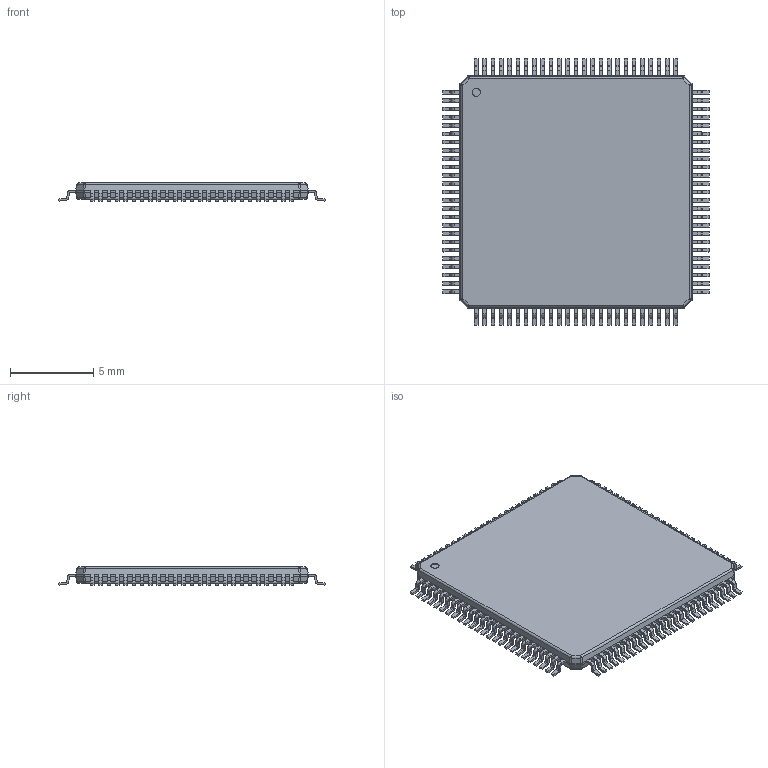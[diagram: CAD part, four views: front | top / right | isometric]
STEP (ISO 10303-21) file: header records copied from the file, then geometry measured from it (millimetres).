
FILE_DESCRIPTION((''),'2;1');
FILE_NAME('PZP0100N_ASM','2017-04-20T',('a0412025'),(''),'CREO PARAMETRIC BY PTC INC, 2016050','CREO PARAMETRIC BY PTC INC, 2016050','');
FILE_SCHEMA(('AUTOMOTIVE_DESIGN { 1 0 10303 214 1 1 1 1 }'));
Length unit declared in the file: millimetre
Products named in the file (4): BODY-QFP; LEAD-QFP; THERMALPAD-PZP0100N; PZP0100N_ASM
Assembly tree (102 placements, depth 2):
  PZP0100N_ASM
    BODY-QFP
    LEAD-QFP  x100
    THERMALPAD-PZP0100N
Bounding box: 16.03 x 16.03 x 1.1 mm (x, y, z)
Volume: 196.8 mm3; surface area: 672 mm2
Topology: 102 solids, 102 shells, 1520 faces, 3862 edges, 2548 vertices
Faces by surface type: plane 1062, cylinder 442, sphere 16
Entity records: 6225 total; most frequent: CARTESIAN_POINT 907, DIRECTION 822, ORIENTED_EDGE 596, PRESENTATION_STYLE_ASSIGNMENT 301, STYLED_ITEM 301, AXIS2_PLACEMENT_3D 300, CURVE_STYLE 298, EDGE_CURVE 298
